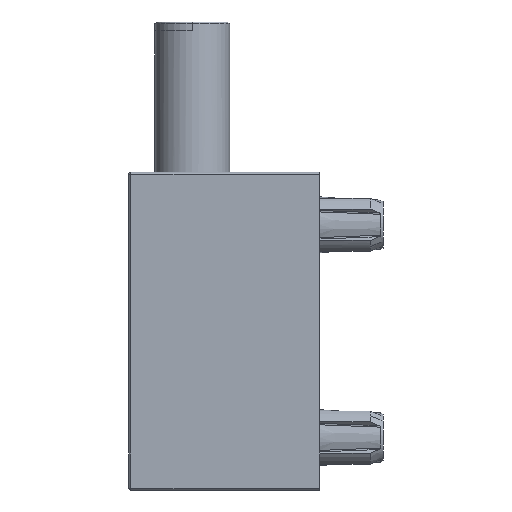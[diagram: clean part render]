
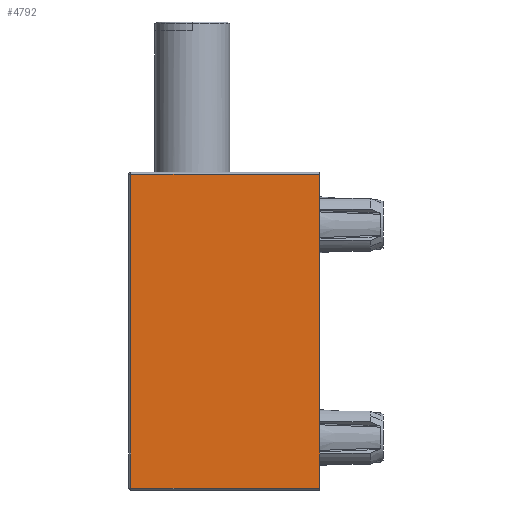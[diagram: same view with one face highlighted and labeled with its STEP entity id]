
A CAD part, left-side view. The second image highlights one B-rep face of the part: STEP entity #4792.
In plain terms, the highlighted planar face has unit normal (-1, 0, 0).
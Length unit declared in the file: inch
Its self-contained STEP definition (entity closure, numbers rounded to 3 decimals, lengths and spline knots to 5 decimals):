
#1=DIRECTION('',(0.,-1.,0.));
#2=VECTOR('',#1,0.297);
#3=CARTESIAN_POINT('',(0.,0.4111,-0.497));
#4=LINE('',#3,#2);
#5=DIRECTION('',(0.,0.,-1.));
#6=VECTOR('',#5,0.494);
#7=CARTESIAN_POINT('',(0.,0.4111,-0.003));
#8=LINE('',#7,#6);
#9=DIRECTION('',(0.,1.,0.));
#10=VECTOR('',#9,0.297);
#11=CARTESIAN_POINT('',(0.,0.1141,-0.003));
#12=LINE('',#11,#10);
#13=DIRECTION('',(0.,0.,-1.));
#14=VECTOR('',#13,0.494);
#15=CARTESIAN_POINT('',(0.,0.1141,-0.003));
#16=LINE('',#15,#14);
#3806=CARTESIAN_POINT('',(0.,0.4111,-0.497));
#3807=CARTESIAN_POINT('',(0.,0.1141,-0.497));
#3808=VERTEX_POINT('',#3806);
#3809=VERTEX_POINT('',#3807);
#3810=CARTESIAN_POINT('',(0.,0.4111,-0.003));
#3811=VERTEX_POINT('',#3810);
#3830=CARTESIAN_POINT('',(0.,0.1141,-0.003));
#3831=VERTEX_POINT('',#3830);
#4777=CARTESIAN_POINT('',(0.,0.1141,0.));
#4778=DIRECTION('',(1.,0.,0.));
#4779=DIRECTION('',(0.,0.,-1.));
#4780=AXIS2_PLACEMENT_3D('',#4777,#4778,#4779);
#4781=PLANE('',#4780);
#4783=ORIENTED_EDGE('',*,*,#4782,.F.);
#4785=ORIENTED_EDGE('',*,*,#4784,.F.);
#4787=ORIENTED_EDGE('',*,*,#4786,.F.);
#4789=ORIENTED_EDGE('',*,*,#4788,.T.);
#4790=EDGE_LOOP('',(#4783,#4785,#4787,#4789));
#4791=FACE_OUTER_BOUND('',#4790,.F.);
#4792=ADVANCED_FACE('',(#4791),#4781,.F.);
#4782=EDGE_CURVE('',#3808,#3809,#4,.T.);
#4784=EDGE_CURVE('',#3811,#3808,#8,.T.);
#4786=EDGE_CURVE('',#3831,#3811,#12,.T.);
#4788=EDGE_CURVE('',#3831,#3809,#16,.T.);
